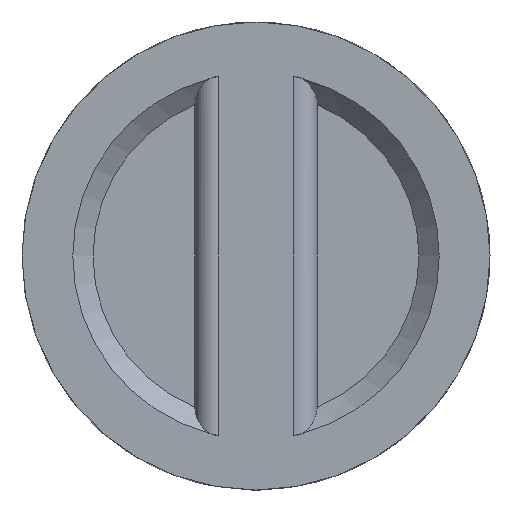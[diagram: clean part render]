
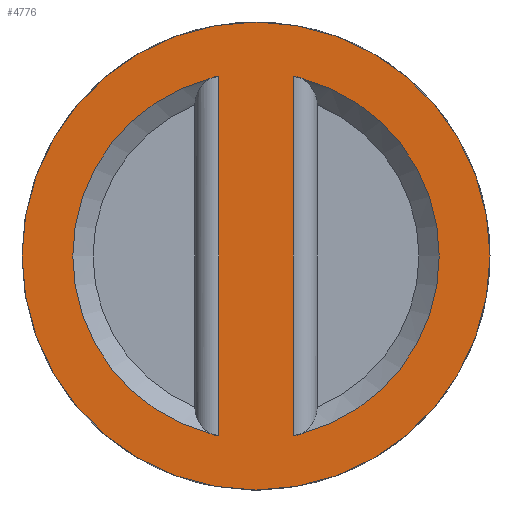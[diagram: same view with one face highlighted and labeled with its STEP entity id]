
A CAD part, left-side view. The second image highlights one B-rep face of the part: STEP entity #4776.
In plain terms, the highlighted planar face has unit normal (-1, 0, 0).
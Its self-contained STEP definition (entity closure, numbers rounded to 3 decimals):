
#4617=CARTESIAN_POINT('',(0.,-37.182,-143.253));
#4618=VERTEX_POINT('',#4617);
#4619=CARTESIAN_POINT('',(0.,-30.0,-144.928));
#4620=VERTEX_POINT('',#4619);
#4621=CARTESIAN_POINT('',(0.0,0.0,0.0));
#4622=DIRECTION('',(1.0,0.0,0.0));
#4623=DIRECTION('',(0.0,1.0,0.0));
#4624=AXIS2_PLACEMENT_3D('',#4621,#4622,#4623);
#4625=CIRCLE('',#4624,148.0);
#4626=EDGE_CURVE('',#4618,#4620,#4625,.T.);
#4673=CARTESIAN_POINT('',(0.,30.0,-144.928));
#4674=VERTEX_POINT('',#4673);
#4675=CARTESIAN_POINT('',(0.,37.182,-143.253));
#4676=VERTEX_POINT('',#4675);
#4677=CARTESIAN_POINT('',(0.0,0.0,0.0));
#4678=DIRECTION('',(1.0,0.0,0.0));
#4679=DIRECTION('',(0.0,1.0,0.0));
#4680=AXIS2_PLACEMENT_3D('',#4677,#4678,#4679);
#4681=CIRCLE('',#4680,148.0);
#4682=EDGE_CURVE('',#4674,#4676,#4681,.T.);
#4706=CARTESIAN_POINT('',(0.0,168.5,0.0));
#4707=DIRECTION('',(-1.0,0.0,0.0));
#4708=DIRECTION('',(0.0,0.0,1.0));
#4709=AXIS2_PLACEMENT_3D('',#4706,#4707,#4708);
#4710=PLANE('',#4709);
#4711=CARTESIAN_POINT('',(0.0,189.,0.0));
#4712=VERTEX_POINT('',#4711);
#4713=CARTESIAN_POINT('',(0.0,0.0,0.0));
#4714=DIRECTION('',(1.0,0.0,0.0));
#4715=DIRECTION('',(0.0,1.0,0.0));
#4716=AXIS2_PLACEMENT_3D('',#4713,#4714,#4715);
#4717=CIRCLE('',#4716,189.);
#4718=EDGE_CURVE('',#4712,#4712,#4717,.T.);
#4719=ORIENTED_EDGE('',*,*,#4718,.F.);
#4720=EDGE_LOOP('',(#4719));
#4721=FACE_OUTER_BOUND('',#4720,.T.);
#4722=ORIENTED_EDGE('',*,*,#4682,.T.);
#4723=CARTESIAN_POINT('',(0.0,37.182,143.253));
#4724=VERTEX_POINT('',#4723);
#4725=CARTESIAN_POINT('',(0.0,0.0,0.0));
#4726=DIRECTION('',(1.0,0.0,0.0));
#4727=DIRECTION('',(0.0,1.0,0.0));
#4728=AXIS2_PLACEMENT_3D('',#4725,#4726,#4727);
#4729=CIRCLE('',#4728,148.0);
#4730=EDGE_CURVE('',#4676,#4724,#4729,.T.);
#4731=ORIENTED_EDGE('',*,*,#4730,.T.);
#4732=CARTESIAN_POINT('',(0.,30.0,144.928));
#4733=VERTEX_POINT('',#4732);
#4734=CARTESIAN_POINT('',(0.0,0.0,0.0));
#4735=DIRECTION('',(1.0,0.0,0.0));
#4736=DIRECTION('',(0.0,1.0,0.0));
#4737=AXIS2_PLACEMENT_3D('',#4734,#4735,#4736);
#4738=CIRCLE('',#4737,148.0);
#4739=EDGE_CURVE('',#4724,#4733,#4738,.T.);
#4740=ORIENTED_EDGE('',*,*,#4739,.T.);
#4741=CARTESIAN_POINT('',(0.0,30.0,-144.928));
#4742=DIRECTION('',(0.0,0.0,1.0));
#4743=VECTOR('',#4742,289.855);
#4744=LINE('',#4741,#4743);
#4745=EDGE_CURVE('',#4674,#4733,#4744,.T.);
#4746=ORIENTED_EDGE('',*,*,#4745,.F.);
#4747=EDGE_LOOP('',(#4722,#4731,#4740,#4746));
#4748=FACE_BOUND('',#4747,.T.);
#4749=CARTESIAN_POINT('',(0.,-30.0,144.928));
#4750=VERTEX_POINT('',#4749);
#4751=CARTESIAN_POINT('',(0.,-30.0,-144.928));
#4752=DIRECTION('',(0.0,0.0,1.0));
#4753=VECTOR('',#4752,289.855);
#4754=LINE('',#4751,#4753);
#4755=EDGE_CURVE('',#4620,#4750,#4754,.T.);
#4756=ORIENTED_EDGE('',*,*,#4755,.T.);
#4757=CARTESIAN_POINT('',(0.0,-37.182,143.253));
#4758=VERTEX_POINT('',#4757);
#4759=CARTESIAN_POINT('',(0.0,0.0,0.0));
#4760=DIRECTION('',(1.0,0.0,0.0));
#4761=DIRECTION('',(0.0,1.0,0.0));
#4762=AXIS2_PLACEMENT_3D('',#4759,#4760,#4761);
#4763=CIRCLE('',#4762,148.0);
#4764=EDGE_CURVE('',#4750,#4758,#4763,.T.);
#4765=ORIENTED_EDGE('',*,*,#4764,.T.);
#4766=CARTESIAN_POINT('',(0.0,0.0,0.0));
#4767=DIRECTION('',(1.0,0.0,0.0));
#4768=DIRECTION('',(0.0,1.0,0.0));
#4769=AXIS2_PLACEMENT_3D('',#4766,#4767,#4768);
#4770=CIRCLE('',#4769,148.0);
#4771=EDGE_CURVE('',#4758,#4618,#4770,.T.);
#4772=ORIENTED_EDGE('',*,*,#4771,.T.);
#4773=ORIENTED_EDGE('',*,*,#4626,.T.);
#4774=EDGE_LOOP('',(#4756,#4765,#4772,#4773));
#4775=FACE_BOUND('',#4774,.T.);
#4776=ADVANCED_FACE('',(#4721,#4748,#4775),#4710,.T.);
